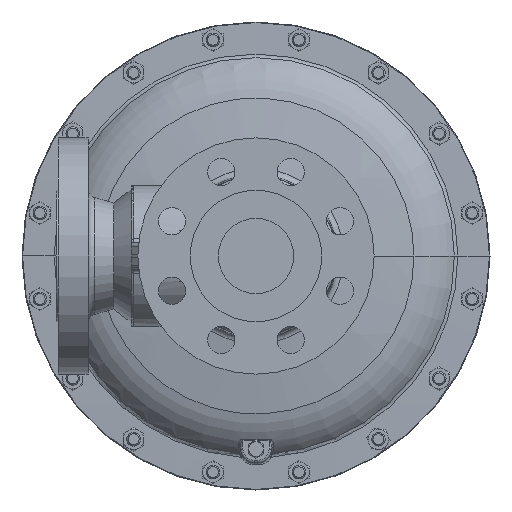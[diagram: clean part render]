
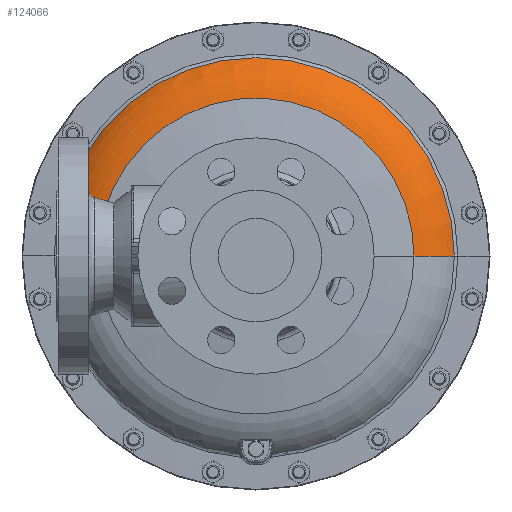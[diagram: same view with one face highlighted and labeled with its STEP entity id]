
A CAD part, front view. The second image highlights one B-rep face of the part: STEP entity #124066.
In plain terms, the highlighted toroidal (fillet/blend) face has major radius 101.696 mm and minor radius 46.038 mm.
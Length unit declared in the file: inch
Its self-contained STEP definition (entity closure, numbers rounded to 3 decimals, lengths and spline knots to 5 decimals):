
#2153 = AXIS2_PLACEMENT_3D ( 'NONE', #43183, #130040, #55663 ) ;
#2435 = DIRECTION ( 'NONE',  ( -1., 0., 0. ) ) ;
#2524 = CARTESIAN_POINT ( 'NONE',  ( -4.44321, 8.33615, 0.32666 ) ) ;
#7675 = CARTESIAN_POINT ( 'NONE',  ( 0., 8.31191, 0. ) ) ;
#10101 = AXIS2_PLACEMENT_3D ( 'NONE', #7675, #94751, #20169 ) ;
#13579 = VERTEX_POINT ( 'NONE', #30083 ) ;
#15024 = CARTESIAN_POINT ( 'NONE',  ( -4.38752, 8.32417, 0.39295 ) ) ;
#19491 = EDGE_CURVE ( 'NONE', #13579, #47458, #77194, .T. ) ;
#20169 = DIRECTION ( 'NONE',  ( -1., 0., 0. ) ) ;
#21787 = VERTEX_POINT ( 'NONE', #113036 ) ;
#25930 = CIRCLE ( 'NONE', #65821, 1.8125 ) ;
#27018 = CARTESIAN_POINT ( 'NONE',  ( -4.54354, 8.36149, 0. ) ) ;
#27547 = CARTESIAN_POINT ( 'NONE',  ( -4.34014, 8.31495, 0.43717 ) ) ;
#30083 = CARTESIAN_POINT ( 'NONE',  ( 5.45576, 9.00689, 0. ) ) ;
#31255 = ORIENTED_EDGE ( 'NONE', *, *, #74737, .F. ) ;
#35702 = CIRCLE ( 'NONE', #10101, 4.34629 ) ;
#38089 = AXIS2_PLACEMENT_3D ( 'NONE', #43458, #130318, #55936 ) ;
#39566 = CARTESIAN_POINT ( 'NONE',  ( -4.53733, 8.35981, 0.08697 ) ) ;
#43084 = FACE_OUTER_BOUND ( 'NONE', #136023, .T. ) ;
#43183 = CARTESIAN_POINT ( 'NONE',  ( 0., 9.00689, 0. ) ) ;
#43458 = CARTESIAN_POINT ( 'NONE',  ( -4.00379, 10.09176, 0. ) ) ;
#47458 = VERTEX_POINT ( 'NONE', #73640 ) ;
#49729 = EDGE_CURVE ( 'NONE', #130246, #21787, #35702, .T. ) ;
#52067 = CARTESIAN_POINT ( 'NONE',  ( -4.5239, 8.35622, 0.15041 ) ) ;
#55663 = DIRECTION ( 'NONE',  ( 1., 0., 0. ) ) ;
#55749 = ORIENTED_EDGE ( 'NONE', *, *, #109089, .T. ) ;
#55936 = DIRECTION ( 'NONE',  ( 1., 0., 0. ) ) ;
#63198 = ORIENTED_EDGE ( 'NONE', *, *, #49729, .F. ) ;
#64545 = CARTESIAN_POINT ( 'NONE',  ( -4.50337, 8.35088, 0.212 ) ) ;
#65821 = AXIS2_PLACEMENT_3D ( 'NONE', #151358, #76980, #2435 ) ;
#66595 = ORIENTED_EDGE ( 'NONE', *, *, #123176, .T. ) ;
#73640 = CARTESIAN_POINT ( 'NONE',  ( -5.45576, 9.00689, 0. ) ) ;
#74737 = EDGE_CURVE ( 'NONE', #13579, #130246, #25930, .T. ) ;
#76980 = DIRECTION ( 'NONE',  ( 0., 0., -1. ) ) ;
#77069 = CARTESIAN_POINT ( 'NONE',  ( -4.46634, 8.34166, 0.29049 ) ) ;
#77194 = CIRCLE ( 'NONE', #2153, 5.45576 ) ;
#89617 = CARTESIAN_POINT ( 'NONE',  ( -4.40223, 8.32725, 0.3769 ) ) ;
#94751 = DIRECTION ( 'NONE',  ( 0., -1., 0. ) ) ;
#101536 = CARTESIAN_POINT ( 'NONE',  ( -4.54354, 8.36149, 0.0217 ) ) ;
#102063 = CARTESIAN_POINT ( 'NONE',  ( -4.35651, 8.31803, 0.42304 ) ) ;
#102668 = DIRECTION ( 'NONE',  ( 0., -1., 0. ) ) ;
#109089 = EDGE_CURVE ( 'NONE', #135923, #21787, #111366, .T. ) ;
#109652 = CARTESIAN_POINT ( 'NONE',  ( -4.54354, 8.36149, 0. ) ) ;
#110551 = CARTESIAN_POINT ( 'NONE',  ( 4.34629, 8.31191, 0. ) ) ;
#111366 = B_SPLINE_CURVE_WITH_KNOTS ( 'NONE', 3,
 ( #27018, #101536, #113983, #39566, #126449, #52067, #138919, #64545, #151452, #77069, #2524, #89617, #15024, #102063, #27547, #114510 ),
 .UNSPECIFIED., .F., .F.,
 ( 4, 2, 2, 2, 2, 2, 2, 4 ),
 ( 0.01321, 0.01486, 0.01651, 0.01816, 0.0198, 0.0231, 0.02475, 0.02639 ),
 .UNSPECIFIED. ) ;
#113036 = CARTESIAN_POINT ( 'NONE',  ( -4.3229, 8.31191, 0.45036 ) ) ;
#113983 = CARTESIAN_POINT ( 'NONE',  ( -4.54229, 8.36115, 0.04365 ) ) ;
#114510 = CARTESIAN_POINT ( 'NONE',  ( -4.3229, 8.31191, 0.45036 ) ) ;
#115137 = CARTESIAN_POINT ( 'NONE',  ( 0., 10.09176, 0. ) ) ;
#123176 = EDGE_CURVE ( 'NONE', #47458, #135923, #124862, .T. ) ;
#124066 = ADVANCED_FACE ( 'NONE', ( #43084 ), #142184, .T. ) ;
#124862 = CIRCLE ( 'NONE', #38089, 1.8125 ) ;
#126449 = CARTESIAN_POINT ( 'NONE',  ( -4.53364, 8.35881, 0.10832 ) ) ;
#129925 = ORIENTED_EDGE ( 'NONE', *, *, #19491, .T. ) ;
#130040 = DIRECTION ( 'NONE',  ( 0., -1., 0. ) ) ;
#130246 = VERTEX_POINT ( 'NONE', #110551 ) ;
#130318 = DIRECTION ( 'NONE',  ( 0., 0., 1. ) ) ;
#131812 = AXIS2_PLACEMENT_3D ( 'NONE', #115137, #102668, #152637 ) ;
#135923 = VERTEX_POINT ( 'NONE', #109652 ) ;
#136023 = EDGE_LOOP ( 'NONE', ( #31255, #129925, #66595, #55749, #63198 ) ) ;
#138919 = CARTESIAN_POINT ( 'NONE',  ( -4.51786, 8.35462, 0.17114 ) ) ;
#142184 = TOROIDAL_SURFACE ( 'NONE', #131812, 4.00379, 1.8125 ) ;
#151358 = CARTESIAN_POINT ( 'NONE',  ( 4.00379, 10.09176, 0. ) ) ;
#151452 = CARTESIAN_POINT ( 'NONE',  ( -4.49487, 8.34872, 0.23221 ) ) ;
#152637 = DIRECTION ( 'NONE',  ( -1., 0., 0. ) ) ;
